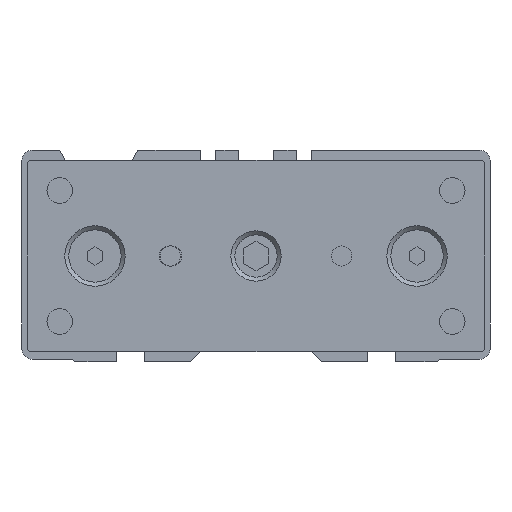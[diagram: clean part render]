
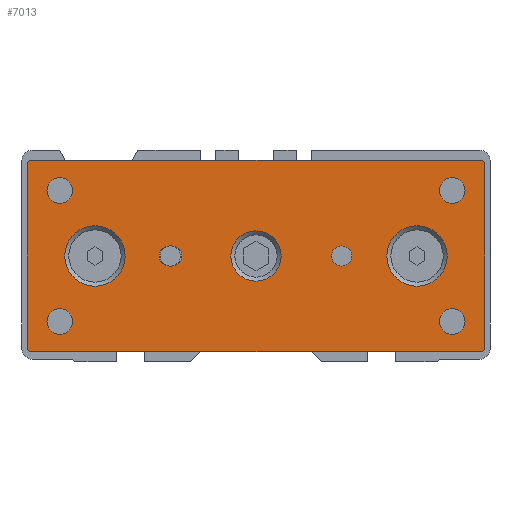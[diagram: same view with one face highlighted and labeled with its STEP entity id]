
A CAD part, left-side view. The second image highlights one B-rep face of the part: STEP entity #7013.
In plain terms, the highlighted planar face has unit normal (-1, 0, 0).
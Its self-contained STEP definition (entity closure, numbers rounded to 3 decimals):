
#6525=CARTESIAN_POINT('',(180.,-345.,-19.));
#6526=VERTEX_POINT('Vertex298',#6525);
#6533=CARTESIAN_POINT('',(180.,-255.,-19.));
#6534=VERTEX_POINT('Vertex299',#6533);
#6535=CARTESIAN_POINT('',(180.,-300.,-19.));
#6536=DIRECTION('',(0.,1.,0.));
#6537=VECTOR('',#6536,1.);
#6538=LINE('nurbsCrv407',#6535,#6537);
#6539=EDGE_CURVE('Edge407',#6526,#6534,#6538,.T.);
#6557=CARTESIAN_POINT('',(180.,-254.5,-18.5));
#6558=VERTEX_POINT('Vertex300',#6557);
#6559=CARTESIAN_POINT('',(180.,-254.75,-18.75));
#6560=DIRECTION('',(0.,0.707,0.707));
#6561=VECTOR('',#6560,1.);
#6562=LINE('nurbsCrv409',#6559,#6561);
#6563=EDGE_CURVE('Edge409',#6534,#6558,#6562,.T.);
#6580=CARTESIAN_POINT('',(180.,-345.5,-18.5));
#6581=VERTEX_POINT('Vertex301',#6580);
#6588=CARTESIAN_POINT('',(180.,-345.25,-18.75));
#6589=DIRECTION('',(0.,0.707,-0.707));
#6590=VECTOR('',#6589,1.);
#6591=LINE('nurbsCrv412',#6588,#6590);
#6592=EDGE_CURVE('Edge412',#6581,#6526,#6591,.T.);
#6605=CARTESIAN_POINT('',(180.,-254.5,18.5));
#6606=VERTEX_POINT('Vertex302',#6605);
#6607=CARTESIAN_POINT('',(180.,-254.5,0.));
#6608=DIRECTION('',(0.,0.,1.));
#6609=VECTOR('',#6608,1.);
#6610=LINE('nurbsCrv413',#6607,#6609);
#6611=EDGE_CURVE('Edge413',#6558,#6606,#6610,.T.);
#6629=CARTESIAN_POINT('',(180.,-255.,19.));
#6630=VERTEX_POINT('Vertex303',#6629);
#6631=CARTESIAN_POINT('',(180.,-254.75,18.75));
#6632=DIRECTION('',(0.,-0.707,0.707));
#6633=VECTOR('',#6632,1.);
#6634=LINE('nurbsCrv415',#6631,#6633);
#6635=EDGE_CURVE('Edge415',#6606,#6630,#6634,.T.);
#6655=CARTESIAN_POINT('',(180.,-263.55,13.));
#6656=VERTEX_POINT('Vertex304',#6655);
#6657=CARTESIAN_POINT('',(180.,-261.,13.));
#6658=DIRECTION('',(1.,0.,0.));
#6659=DIRECTION('',(0.,-1.,0.));
#6660=AXIS2_PLACEMENT_3D('',#6657,#6658,#6659);
#6661=CIRCLE('nurbsCrv417',#6660,2.55);
#6662=EDGE_CURVE('Edge417',#6656,#6656,#6661,.T.);
#6676=CARTESIAN_POINT('',(180.,-263.55,-13.));
#6677=VERTEX_POINT('Vertex305',#6676);
#6678=CARTESIAN_POINT('',(180.,-261.,-13.));
#6679=DIRECTION('',(1.,0.,0.));
#6680=DIRECTION('',(0.,-1.,0.));
#6681=AXIS2_PLACEMENT_3D('',#6678,#6679,#6680);
#6682=CIRCLE('nurbsCrv418',#6681,2.55);
#6683=EDGE_CURVE('Edge418',#6677,#6677,#6682,.T.);
#6697=CARTESIAN_POINT('',(180.,-341.55,13.));
#6698=VERTEX_POINT('Vertex306',#6697);
#6699=CARTESIAN_POINT('',(180.,-339.,13.));
#6700=DIRECTION('',(1.,0.,0.));
#6701=DIRECTION('',(0.,-1.,0.));
#6702=AXIS2_PLACEMENT_3D('',#6699,#6700,#6701);
#6703=CIRCLE('nurbsCrv419',#6702,2.55);
#6704=EDGE_CURVE('Edge419',#6698,#6698,#6703,.T.);
#6718=CARTESIAN_POINT('',(180.,-341.55,-13.));
#6719=VERTEX_POINT('Vertex307',#6718);
#6720=CARTESIAN_POINT('',(180.,-339.,-13.));
#6721=DIRECTION('',(1.,0.,0.));
#6722=DIRECTION('',(0.,-1.,0.));
#6723=AXIS2_PLACEMENT_3D('',#6720,#6721,#6722);
#6724=CIRCLE('nurbsCrv420',#6723,2.55);
#6725=EDGE_CURVE('Edge420',#6719,#6719,#6724,.T.);
#6736=CARTESIAN_POINT('',(180.,-345.,19.));
#6737=VERTEX_POINT('Vertex308',#6736);
#6744=CARTESIAN_POINT('',(180.,-345.5,18.5));
#6745=VERTEX_POINT('Vertex309',#6744);
#6746=CARTESIAN_POINT('',(180.,-345.25,18.75));
#6747=DIRECTION('',(0.,0.707,0.707));
#6748=VECTOR('',#6747,1.);
#6749=LINE('nurbsCrv422',#6746,#6748);
#6750=EDGE_CURVE('Edge422',#6745,#6737,#6749,.T.);
#6767=CARTESIAN_POINT('',(180.,-282.75,2.));
#6768=VERTEX_POINT('Vertex310',#6767);
#6775=CARTESIAN_POINT('',(180.,-282.75,-2.));
#6776=VERTEX_POINT('Vertex311',#6775);
#6777=CARTESIAN_POINT('',(180.,-282.75,0.));
#6778=DIRECTION('',(1.,0.,0.));
#6779=DIRECTION('',(0.,0.,-1.));
#6780=AXIS2_PLACEMENT_3D('',#6777,#6778,#6779);
#6781=CIRCLE('nurbsCrv425',#6780,2.);
#6782=EDGE_CURVE('Edge425',#6776,#6768,#6781,.T.);
#6800=CARTESIAN_POINT('',(180.,-345.5,0.));
#6801=DIRECTION('',(0.,0.,1.));
#6802=VECTOR('',#6801,1.);
#6803=LINE('nurbsCrv427',#6800,#6802);
#6804=EDGE_CURVE('Edge427',#6581,#6745,#6803,.T.);
#6816=CARTESIAN_POINT('',(180.,-283.25,2.));
#6817=VERTEX_POINT('Vertex312',#6816);
#6824=CARTESIAN_POINT('',(180.,-283.,2.));
#6825=DIRECTION('',(0.,-1.,0.));
#6826=VECTOR('',#6825,1.);
#6827=LINE('nurbsCrv429',#6824,#6826);
#6828=EDGE_CURVE('Edge429',#6768,#6817,#6827,.T.);
#6841=CARTESIAN_POINT('',(180.,-283.25,-2.));
#6842=VERTEX_POINT('Vertex313',#6841);
#6849=CARTESIAN_POINT('',(180.,-283.25,0.));
#6850=DIRECTION('',(1.,0.,0.));
#6851=DIRECTION('',(0.,0.,1.));
#6852=AXIS2_PLACEMENT_3D('',#6849,#6850,#6851);
#6853=CIRCLE('nurbsCrv431',#6852,2.);
#6854=EDGE_CURVE('Edge431',#6817,#6842,#6853,.T.);
#6867=CARTESIAN_POINT('',(180.,-300.,19.));
#6868=DIRECTION('',(0.,1.,0.));
#6869=VECTOR('',#6868,1.);
#6870=LINE('nurbsCrv432',#6867,#6869);
#6871=EDGE_CURVE('Edge432',#6737,#6630,#6870,.T.);
#6884=CARTESIAN_POINT('',(180.,-283.,-2.));
#6885=DIRECTION('',(0.,1.,0.));
#6886=VECTOR('',#6885,1.);
#6887=LINE('nurbsCrv433',#6884,#6886);
#6888=EDGE_CURVE('Edge433',#6842,#6776,#6887,.T.);
#6903=CARTESIAN_POINT('',(180.,-319.,0.));
#6904=VERTEX_POINT('Vertex314',#6903);
#6905=CARTESIAN_POINT('',(180.,-317.,0.));
#6906=DIRECTION('',(1.,0.,0.));
#6907=DIRECTION('',(0.,-1.,0.));
#6908=AXIS2_PLACEMENT_3D('',#6905,#6906,#6907);
#6909=CIRCLE('nurbsCrv434',#6908,2.);
#6910=EDGE_CURVE('Edge434',#6904,#6904,#6909,.T.);
#6920=CARTESIAN_POINT('',(180.,-274.,0.));
#6921=VERTEX_POINT('Vertex315',#6920);
#6922=CARTESIAN_POINT('',(180.,-268.,0.));
#6923=DIRECTION('',(1.,0.,0.));
#6924=DIRECTION('',(0.,-1.,0.));
#6925=AXIS2_PLACEMENT_3D('',#6922,#6923,#6924);
#6926=CIRCLE('nurbsCrv435',#6925,6.);
#6927=EDGE_CURVE('Edge435',#6921,#6921,#6926,.T.);
#6940=CARTESIAN_POINT('',(180.,-338.,0.));
#6941=VERTEX_POINT('Vertex316',#6940);
#6942=CARTESIAN_POINT('',(180.,-332.,0.));
#6943=DIRECTION('',(1.,0.,0.));
#6944=DIRECTION('',(0.,-1.,0.));
#6945=AXIS2_PLACEMENT_3D('',#6942,#6943,#6944);
#6946=CIRCLE('nurbsCrv436',#6945,6.);
#6947=EDGE_CURVE('Edge436',#6941,#6941,#6946,.T.);
#6960=ORIENTED_EDGE('Edgeuse859',*,*,#6750,.T.);
#6961=ORIENTED_EDGE('Edgeuse860',*,*,#6871,.T.);
#6962=ORIENTED_EDGE('Edgeuse861',*,*,#6635,.F.);
#6963=ORIENTED_EDGE('Edgeuse862',*,*,#6611,.F.);
#6964=ORIENTED_EDGE('Edgeuse863',*,*,#6563,.F.);
#6965=ORIENTED_EDGE('Edgeuse864',*,*,#6539,.F.);
#6966=ORIENTED_EDGE('Edgeuse865',*,*,#6592,.F.);
#6967=ORIENTED_EDGE('Edgeuse866',*,*,#6804,.T.);
#6968=EDGE_LOOP('',(#6960,#6961,#6962,#6963,#6964,#6965,#6966,#6967));
#6969=FACE_OUTER_BOUND('',#6968,.T.);
#6970=ORIENTED_EDGE('Edgeuse867',*,*,#6910,.T.);
#6971=EDGE_LOOP('',(#6970));
#6972=FACE_BOUND('',#6971,.T.);
#6973=ORIENTED_EDGE('Edgeuse868',*,*,#6888,.T.);
#6974=ORIENTED_EDGE('Edgeuse869',*,*,#6782,.T.);
#6975=ORIENTED_EDGE('Edgeuse870',*,*,#6828,.T.);
#6976=ORIENTED_EDGE('Edgeuse871',*,*,#6854,.T.);
#6977=EDGE_LOOP('',(#6973,#6974,#6975,#6976));
#6978=FACE_BOUND('',#6977,.T.);
#6979=ORIENTED_EDGE('Edgeuse852',*,*,#6927,.T.);
#6980=EDGE_LOOP('',(#6979));
#6981=FACE_BOUND('',#6980,.T.);
#6982=CARTESIAN_POINT('',(180.,-305.,0.));
#6983=VERTEX_POINT('Vertex317',#6982);
#6984=CARTESIAN_POINT('',(180.,-300.,0.));
#6985=DIRECTION('',(1.,0.,0.));
#6986=DIRECTION('',(0.,-1.,0.));
#6987=AXIS2_PLACEMENT_3D('',#6984,#6985,#6986);
#6988=CIRCLE('nurbsCrv437',#6987,5.);
#6989=EDGE_CURVE('Edge437',#6983,#6983,#6988,.T.);
#6990=ORIENTED_EDGE('Edgeuse853',*,*,#6989,.T.);
#6991=EDGE_LOOP('',(#6990));
#6992=FACE_BOUND('',#6991,.T.);
#6993=ORIENTED_EDGE('Edgeuse854',*,*,#6947,.T.);
#6994=EDGE_LOOP('',(#6993));
#6995=FACE_BOUND('',#6994,.T.);
#6996=ORIENTED_EDGE('Edgeuse855',*,*,#6662,.T.);
#6997=EDGE_LOOP('',(#6996));
#6998=FACE_BOUND('',#6997,.T.);
#6999=ORIENTED_EDGE('Edgeuse856',*,*,#6683,.T.);
#7000=EDGE_LOOP('',(#6999));
#7001=FACE_BOUND('',#7000,.T.);
#7002=ORIENTED_EDGE('Edgeuse857',*,*,#6704,.T.);
#7003=EDGE_LOOP('',(#7002));
#7004=FACE_BOUND('',#7003,.T.);
#7005=ORIENTED_EDGE('Edgeuse858',*,*,#6725,.T.);
#7006=EDGE_LOOP('',(#7005));
#7007=FACE_BOUND('',#7006,.T.);
#7008=CARTESIAN_POINT('',(180.,-300.,0.));
#7009=DIRECTION('',(-1.,0.,0.));
#7010=DIRECTION('',(0.,-1.,0.));
#7011=AXIS2_PLACEMENT_3D('',#7008,#7009,#7010);
#7012=PLANE('nurbsSrf198',#7011);
#7013=ADVANCED_FACE('Face198',(#6969,#6972,#6978,#6981,#6992,#6995,#6998,#7001,
#7004,#7007),#7012,.T.);
